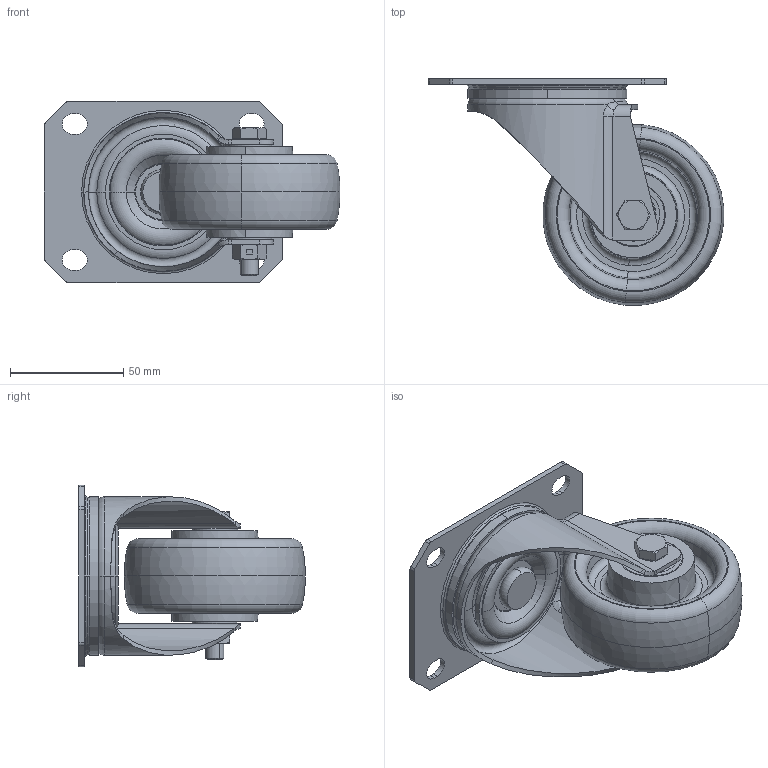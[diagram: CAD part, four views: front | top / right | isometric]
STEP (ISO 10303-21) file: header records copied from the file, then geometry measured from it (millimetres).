
FILE_DESCRIPTION (( 'STEP AP214' ), '1' );
FILE_NAME ('0056442.step', '2023-08-03T07:51:12', ( '' ), ( '' ), 'SwSTEP 2.0', 'SolidWorks 2020', '' );
FILE_SCHEMA (( 'AUTOMOTIVE_DESIGN' ));
Length unit declared in the file: millimetre
Products named in the file (1): 0056442
Bounding box: 130.37 x 99.87 x 80 mm (x, y, z)
Surface area: 80106.4 mm2 (no closed solid volume)
Topology: 0 solids, 23 shells, 401 faces, 879 edges, 526 vertices
Faces by surface type: cylinder 111, plane 104, torus 98, cone 68, bspline 20
Entity records: 17370 total; most frequent: CARTESIAN_POINT 3834, DIRECTION 2025, ORIENTED_EDGE 1734, EDGE_CURVE 879, AXIS2_PLACEMENT_3D 874, VERTEX_POINT 526, CIRCLE 492, EDGE_LOOP 457
